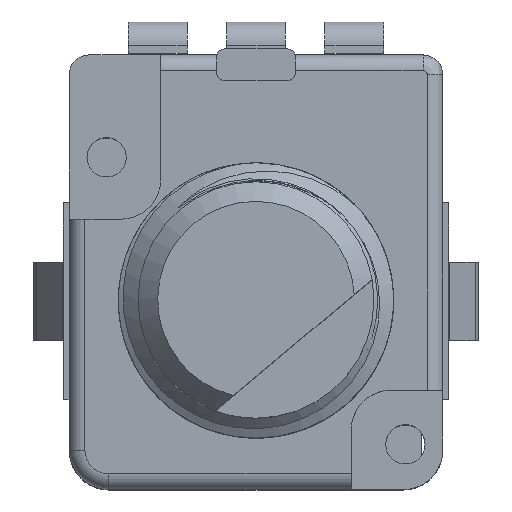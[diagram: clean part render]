
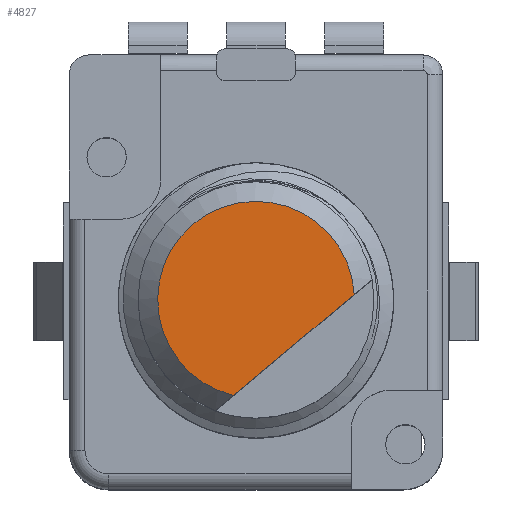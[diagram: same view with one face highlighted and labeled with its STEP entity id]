
A CAD part, top view. The second image highlights one B-rep face of the part: STEP entity #4827.
In plain terms, the highlighted planar face has unit normal (0, 0, 1).
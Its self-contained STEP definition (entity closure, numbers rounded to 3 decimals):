
#328=CIRCLE('',#5274,2.5);
#600=FACE_OUTER_BOUND('',#892,.T.);
#892=EDGE_LOOP('',(#4356,#4357));
#1390=LINE('',#17593,#1885);
#1885=VECTOR('',#6617,1.);
#2318=VERTEX_POINT('',#17591);
#2319=VERTEX_POINT('',#17592);
#2999=EDGE_CURVE('',#2318,#2319,#1390,.F.);
#3000=EDGE_CURVE('',#2318,#2319,#328,.T.);
#4356=ORIENTED_EDGE('',*,*,#2999,.T.);
#4357=ORIENTED_EDGE('',*,*,#3000,.F.);
#4557=PLANE('',#5273);
#4827=ADVANCED_FACE('',(#600),#4557,.T.);
#5273=AXIS2_PLACEMENT_3D('',#17590,#6615,#6616);
#5274=AXIS2_PLACEMENT_3D('',#17594,#6618,#6619);
#6615=DIRECTION('center_axis',(0.,0.,
1.));
#6616=DIRECTION('ref_axis',(0.,1.,0.));
#6617=DIRECTION('',(-0.766,-0.643,0.));
#6618=DIRECTION('center_axis',(0.,0.,
-1.));
#6619=DIRECTION('ref_axis',(-0.227,-0.974,0.));
#17590=CARTESIAN_POINT('Origin',(0.,0.,
24.8));
#17591=CARTESIAN_POINT('',(-0.568,-2.435,24.8));
#17592=CARTESIAN_POINT('',(2.496,0.137,24.8));
#17593=CARTESIAN_POINT('',(2.496,0.137,24.8));
#17594=CARTESIAN_POINT('Origin',(0.,0.,
24.8));
